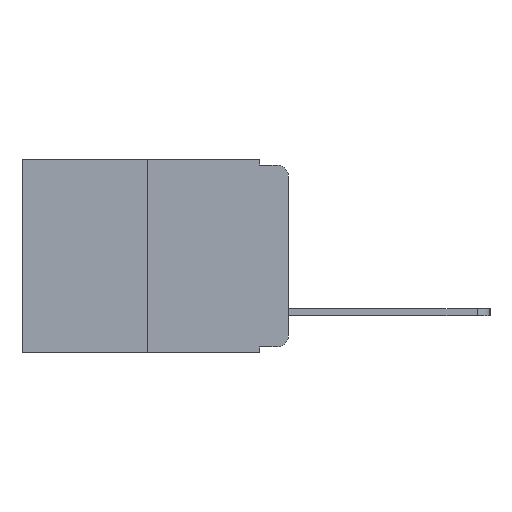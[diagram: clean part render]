
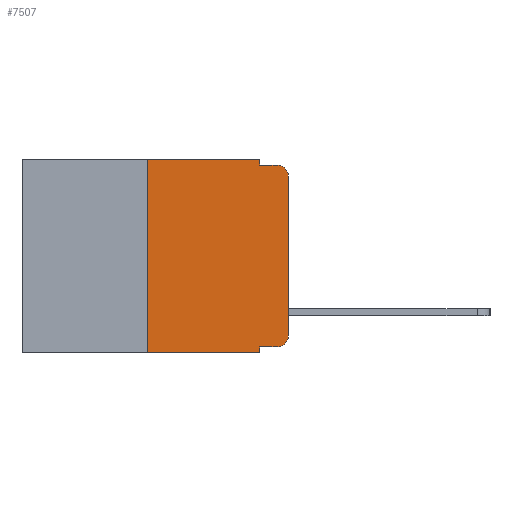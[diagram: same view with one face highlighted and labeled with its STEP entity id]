
A CAD part, left-side view. The second image highlights one B-rep face of the part: STEP entity #7507.
In plain terms, the highlighted planar face has unit normal (-1, 0, 0).
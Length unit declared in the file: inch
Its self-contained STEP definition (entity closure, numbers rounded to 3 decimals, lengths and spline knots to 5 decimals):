
#389 = AXIS2_PLACEMENT_3D ( 'NONE', #6737, #10080, #4990 ) ;
#423 = VERTEX_POINT ( 'NONE', #10778 ) ;
#577 = CARTESIAN_POINT ( 'NONE',  ( 0., 0.051, 0. ) ) ;
#902 = LINE ( 'NONE', #10457, #3380 ) ;
#934 = LINE ( 'NONE', #5944, #8054 ) ;
#1063 = VERTEX_POINT ( 'NONE', #577 ) ;
#1193 = ORIENTED_EDGE ( 'NONE', *, *, #2429, .T. ) ;
#1256 = FACE_OUTER_BOUND ( 'NONE', #10788, .T. ) ;
#1351 = CARTESIAN_POINT ( 'NONE',  ( 0., 0.051, -0.343 ) ) ;
#1385 = VERTEX_POINT ( 'NONE', #6271 ) ;
#1809 = EDGE_CURVE ( 'NONE', #4442, #423, #10225, .T. ) ;
#2368 = ORIENTED_EDGE ( 'NONE', *, *, #8547, .T. ) ;
#2378 = LINE ( 'NONE', #10100, #9101 ) ;
#2420 = VERTEX_POINT ( 'NONE', #5008 ) ;
#2429 = EDGE_CURVE ( 'NONE', #1385, #423, #9455, .T. ) ;
#2444 = DIRECTION ( 'NONE',  ( 0., 0., 1. ) ) ;
#2711 = CARTESIAN_POINT ( 'NONE',  ( 0., 0.02, -0.333 ) ) ;
#2825 = VERTEX_POINT ( 'NONE', #2711 ) ;
#2914 = LINE ( 'NONE', #7782, #5296 ) ;
#3045 = EDGE_CURVE ( 'NONE', #10864, #1385, #2914, .T. ) ;
#3076 = DIRECTION ( 'NONE',  ( -1., 0., 0. ) ) ;
#3093 = VECTOR ( 'NONE', #2444, 39.37008 ) ;
#3292 = AXIS2_PLACEMENT_3D ( 'NONE', #8328, #3076, #9181 ) ;
#3321 = DIRECTION ( 'NONE',  ( 0., -1., 0. ) ) ;
#3355 = VECTOR ( 'NONE', #3321, 39.37008 ) ;
#3380 = VECTOR ( 'NONE', #5412, 39.37008 ) ;
#3422 = CARTESIAN_POINT ( 'NONE',  ( 0., 0.051, -0.01 ) ) ;
#3975 = LINE ( 'NONE', #4695, #8326 ) ;
#4190 = EDGE_CURVE ( 'NONE', #8695, #1063, #6670, .T. ) ;
#4216 = ORIENTED_EDGE ( 'NONE', *, *, #9657, .F. ) ;
#4442 = VERTEX_POINT ( 'NONE', #8113 ) ;
#4543 = CIRCLE ( 'NONE', #3292, 0.02 ) ;
#4695 = CARTESIAN_POINT ( 'NONE',  ( 0., 0.051, -0.333 ) ) ;
#4800 = ORIENTED_EDGE ( 'NONE', *, *, #7959, .T. ) ;
#4990 = DIRECTION ( 'NONE',  ( 0., 0., -1. ) ) ;
#5008 = CARTESIAN_POINT ( 'NONE',  ( 0., 0.051, -0.333 ) ) ;
#5014 = DIRECTION ( 'NONE',  ( 0., 0., -1. ) ) ;
#5051 = DIRECTION ( 'NONE',  ( 0., -1., 0. ) ) ;
#5296 = VECTOR ( 'NONE', #8889, 39.37008 ) ;
#5412 = DIRECTION ( 'NONE',  ( 0., 0., -1. ) ) ;
#5520 = CARTESIAN_POINT ( 'NONE',  ( 0., 0.473, 0. ) ) ;
#5755 = ORIENTED_EDGE ( 'NONE', *, *, #3045, .T. ) ;
#5944 = CARTESIAN_POINT ( 'NONE',  ( 0., 0.473, -0.343 ) ) ;
#6037 = ORIENTED_EDGE ( 'NONE', *, *, #1809, .F. ) ;
#6271 = CARTESIAN_POINT ( 'NONE',  ( 0., 0., -0.03 ) ) ;
#6350 = DIRECTION ( 'NONE',  ( 0., 0., -1. ) ) ;
#6431 = DIRECTION ( 'NONE',  ( -1., 0., 0. ) ) ;
#6600 = CARTESIAN_POINT ( 'NONE',  ( 0., 0.25, 0. ) ) ;
#6670 = LINE ( 'NONE', #5520, #11045 ) ;
#6737 = CARTESIAN_POINT ( 'NONE',  ( 0., 0.473, 0. ) ) ;
#6868 = ORIENTED_EDGE ( 'NONE', *, *, #9109, .F. ) ;
#7063 = CARTESIAN_POINT ( 'NONE',  ( 0., 0.02, -0.03 ) ) ;
#7279 = CARTESIAN_POINT ( 'NONE',  ( 0., 0.25, -0.343 ) ) ;
#7507 = ADVANCED_FACE ( 'NONE', ( #1256 ), #8412, .F. ) ;
#7782 = CARTESIAN_POINT ( 'NONE',  ( 0., 0., 0. ) ) ;
#7959 = EDGE_CURVE ( 'NONE', #2825, #10864, #4543, .T. ) ;
#8054 = VECTOR ( 'NONE', #5051, 39.37008 ) ;
#8111 = EDGE_CURVE ( 'NONE', #9222, #8809, #934, .T. ) ;
#8113 = CARTESIAN_POINT ( 'NONE',  ( 0., 0.051, -0.01 ) ) ;
#8326 = VECTOR ( 'NONE', #9774, 39.37008 ) ;
#8328 = CARTESIAN_POINT ( 'NONE',  ( 0., 0.02, -0.313 ) ) ;
#8412 = PLANE ( 'NONE',  #389 ) ;
#8547 = EDGE_CURVE ( 'NONE', #2420, #2825, #3975, .T. ) ;
#8695 = VERTEX_POINT ( 'NONE', #6600 ) ;
#8809 = VERTEX_POINT ( 'NONE', #1351 ) ;
#8815 = AXIS2_PLACEMENT_3D ( 'NONE', #7063, #6431, #6350 ) ;
#8828 = ORIENTED_EDGE ( 'NONE', *, *, #8111, .T. ) ;
#8889 = DIRECTION ( 'NONE',  ( 0., 0., 1. ) ) ;
#9101 = VECTOR ( 'NONE', #5014, 39.37008 ) ;
#9109 = EDGE_CURVE ( 'NONE', #2420, #8809, #902, .T. ) ;
#9181 = DIRECTION ( 'NONE',  ( 0., 0., -1. ) ) ;
#9222 = VERTEX_POINT ( 'NONE', #7279 ) ;
#9455 = CIRCLE ( 'NONE', #8815, 0.02 ) ;
#9657 = EDGE_CURVE ( 'NONE', #9222, #8695, #10487, .T. ) ;
#9774 = DIRECTION ( 'NONE',  ( 0., -1., 0. ) ) ;
#10027 = DIRECTION ( 'NONE',  ( 0., -1., 0. ) ) ;
#10080 = DIRECTION ( 'NONE',  ( 1., 0., 0. ) ) ;
#10100 = CARTESIAN_POINT ( 'NONE',  ( 0., 0.051, 0. ) ) ;
#10203 = EDGE_CURVE ( 'NONE', #1063, #4442, #2378, .T. ) ;
#10225 = LINE ( 'NONE', #3422, #3355 ) ;
#10242 = CARTESIAN_POINT ( 'NONE',  ( 0., 0.25, 0. ) ) ;
#10329 = CARTESIAN_POINT ( 'NONE',  ( 0., 0., -0.313 ) ) ;
#10457 = CARTESIAN_POINT ( 'NONE',  ( 0., 0.051, 0. ) ) ;
#10479 = ORIENTED_EDGE ( 'NONE', *, *, #10203, .F. ) ;
#10487 = LINE ( 'NONE', #10242, #3093 ) ;
#10732 = ORIENTED_EDGE ( 'NONE', *, *, #4190, .F. ) ;
#10778 = CARTESIAN_POINT ( 'NONE',  ( 0., 0.02, -0.01 ) ) ;
#10788 = EDGE_LOOP ( 'NONE', ( #5755, #1193, #6037, #10479, #10732, #4216, #8828, #6868, #2368, #4800 ) ) ;
#10864 = VERTEX_POINT ( 'NONE', #10329 ) ;
#11045 = VECTOR ( 'NONE', #10027, 39.37008 ) ;
